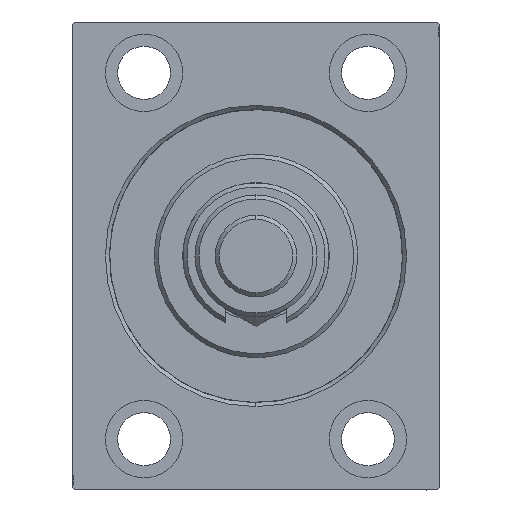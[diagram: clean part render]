
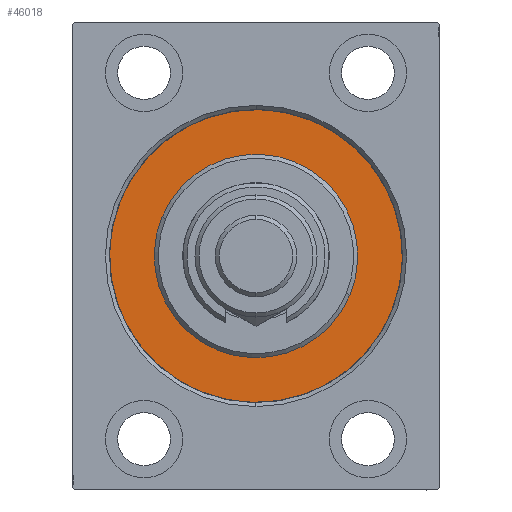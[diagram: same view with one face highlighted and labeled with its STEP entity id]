
A CAD part, left-side view. The second image highlights one B-rep face of the part: STEP entity #46018.
In plain terms, the highlighted face is planar.
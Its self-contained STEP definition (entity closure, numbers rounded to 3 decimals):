
#2052 = AXIS2_PLACEMENT_3D ( 'NONE', #28911, #6073, #29149 ) ;
#2253 = DIRECTION ( 'NONE',  ( 0., 0., -1. ) ) ;
#2576 = AXIS2_PLACEMENT_3D ( 'NONE', #21624, #35555, #6697 ) ;
#2982 = CARTESIAN_POINT ( 'NONE',  ( 0., 0., 0. ) ) ;
#4292 = ORIENTED_EDGE ( 'NONE', *, *, #9975, .F. ) ;
#5924 = DIRECTION ( 'NONE',  ( -1., 0., 0. ) ) ;
#6073 = DIRECTION ( 'NONE',  ( -1., 0., 0. ) ) ;
#6590 = CARTESIAN_POINT ( 'NONE',  ( 0., 0., 0. ) ) ;
#6697 = DIRECTION ( 'NONE',  ( 0., 0., -1. ) ) ;
#9975 = EDGE_CURVE ( 'NONE', #16545, #12647, #23306, .T. ) ;
#11703 = ORIENTED_EDGE ( 'NONE', *, *, #31019, .F. ) ;
#12647 = VERTEX_POINT ( 'NONE', #26006 ) ;
#12747 = EDGE_LOOP ( 'NONE', ( #4292, #46132 ) ) ;
#14912 = EDGE_CURVE ( 'NONE', #12647, #16545, #30410, .T. ) ;
#16545 = VERTEX_POINT ( 'NONE', #31387 ) ;
#16920 = EDGE_CURVE ( 'NONE', #30534, #40081, #37374, .T. ) ;
#17682 = DIRECTION ( 'NONE',  ( 0., 0., 1. ) ) ;
#17700 = AXIS2_PLACEMENT_3D ( 'NONE', #2982, #35462, #17682 ) ;
#20609 = DIRECTION ( 'NONE',  ( 0., 0., 1. ) ) ;
#21624 = CARTESIAN_POINT ( 'NONE',  ( 0., 0., 0. ) ) ;
#21810 = CARTESIAN_POINT ( 'NONE',  ( 0., 0., -36. ) ) ;
#23306 = CIRCLE ( 'NONE', #2576, 25. ) ;
#24012 = AXIS2_PLACEMENT_3D ( 'NONE', #28522, #5924, #20609 ) ;
#24602 = CIRCLE ( 'NONE', #17700, 36. ) ;
#26006 = CARTESIAN_POINT ( 'NONE',  ( 0., 0., -25. ) ) ;
#28089 = AXIS2_PLACEMENT_3D ( 'NONE', #6590, #46282, #2253 ) ;
#28522 = CARTESIAN_POINT ( 'NONE',  ( 0., 0., 0. ) ) ;
#28911 = CARTESIAN_POINT ( 'NONE',  ( 0., 0., 0. ) ) ;
#29149 = DIRECTION ( 'NONE',  ( 0., 0., 1. ) ) ;
#30410 = CIRCLE ( 'NONE', #28089, 25. ) ;
#30534 = VERTEX_POINT ( 'NONE', #47374 ) ;
#31019 = EDGE_CURVE ( 'NONE', #40081, #30534, #24602, .T. ) ;
#31387 = CARTESIAN_POINT ( 'NONE',  ( 0., 0., 25. ) ) ;
#31892 = PLANE ( 'NONE',  #24012 ) ;
#32369 = FACE_BOUND ( 'NONE', #12747, .T. ) ;
#32568 = EDGE_LOOP ( 'NONE', ( #11703, #33397 ) ) ;
#33397 = ORIENTED_EDGE ( 'NONE', *, *, #16920, .F. ) ;
#35462 = DIRECTION ( 'NONE',  ( -1., 0., 0. ) ) ;
#35555 = DIRECTION ( 'NONE',  ( 1., 0., 0. ) ) ;
#37374 = CIRCLE ( 'NONE', #2052, 36. ) ;
#39091 = FACE_OUTER_BOUND ( 'NONE', #32568, .T. ) ;
#40081 = VERTEX_POINT ( 'NONE', #21810 ) ;
#46018 = ADVANCED_FACE ( 'NONE', ( #32369, #39091 ), #31892, .F. ) ;
#46132 = ORIENTED_EDGE ( 'NONE', *, *, #14912, .F. ) ;
#46282 = DIRECTION ( 'NONE',  ( 1., 0., 0. ) ) ;
#47374 = CARTESIAN_POINT ( 'NONE',  ( 0., 0., 36. ) ) ;
